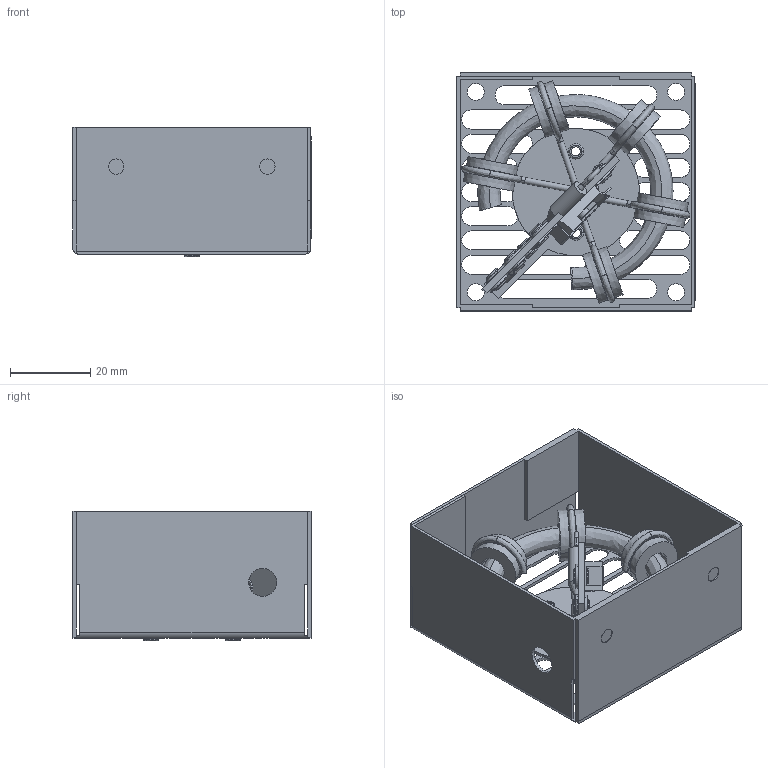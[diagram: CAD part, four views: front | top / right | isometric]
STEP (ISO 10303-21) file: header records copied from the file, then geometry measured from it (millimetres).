
FILE_DESCRIPTION (( 'STEP AP203' ), '1' );
FILE_NAME ('AF20-2.4_03AUG2017 203.STEP', '2017-08-30T14:53:30', ( '' ), ( '' ), 'SwSTEP 2.0', 'SolidWorks 2017', '' );
FILE_SCHEMA (( 'CONFIG_CONTROL_DESIGN' ));
Products named in the file (1): AF20-2.4_03AUG2017 203
Bounding box: 59.49 x 59.44 x 32.39 mm (x, y, z)
Volume: 16836.5 mm3; surface area: 35474.1 mm2
Topology: 97 solids, 97 shells, 1513 faces, 3866 edges, 2558 vertices
Faces by surface type: plane 803, cylinder 348, bspline 308, cone 54
Entity records: 54737 total; most frequent: CARTESIAN_POINT 19077, ORIENTED_EDGE 7732, DIRECTION 6559, EDGE_CURVE 3866, VERTEX_POINT 2558, VECTOR 2331, LINE 2331, AXIS2_PLACEMENT_3D 2114
